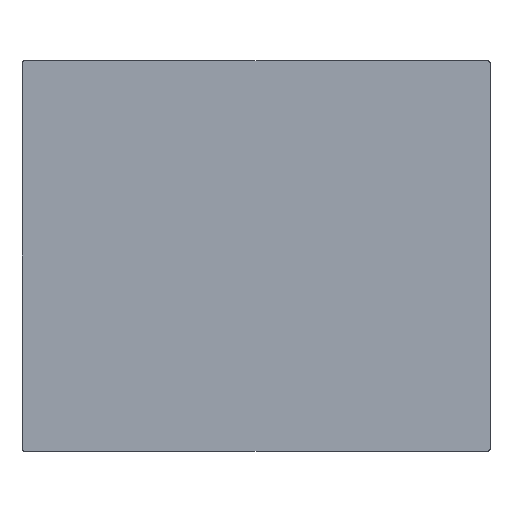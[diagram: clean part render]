
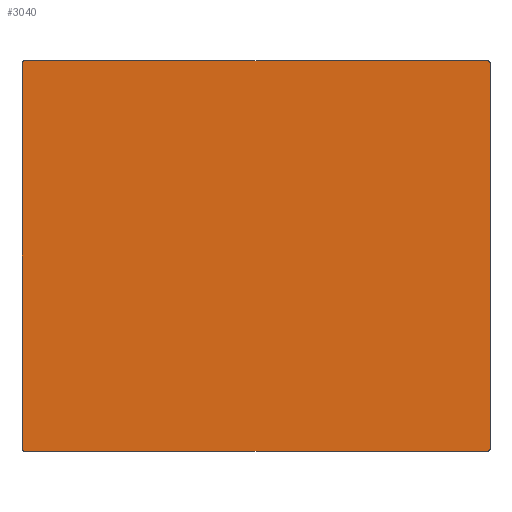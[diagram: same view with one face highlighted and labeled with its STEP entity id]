
A CAD part, front view. The second image highlights one B-rep face of the part: STEP entity #3040.
In plain terms, the highlighted planar face has unit normal (0, -1, 0).
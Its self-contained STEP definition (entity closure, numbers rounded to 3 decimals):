
#90 = DIRECTION ( 'NONE',  ( 1., 0., 0. ) ) ;
#223 = VECTOR ( 'NONE', #2268, 1000. ) ;
#489 = VERTEX_POINT ( 'NONE', #998 ) ;
#589 = VECTOR ( 'NONE', #90, 1000. ) ;
#998 = CARTESIAN_POINT ( 'NONE',  ( -1.49, -0.13, 1.25 ) ) ;
#1178 = VERTEX_POINT ( 'NONE', #1920 ) ;
#1215 = CIRCLE ( 'NONE', #8245, 0.01 ) ;
#1312 = ORIENTED_EDGE ( 'NONE', *, *, #6982, .T. ) ;
#1535 = CIRCLE ( 'NONE', #5305, 0.01 ) ;
#1679 = DIRECTION ( 'NONE',  ( 0., -1., 0. ) ) ;
#1920 = CARTESIAN_POINT ( 'NONE',  ( 1.49, -0.13, 1.25 ) ) ;
#2017 = ORIENTED_EDGE ( 'NONE', *, *, #5659, .T. ) ;
#2053 = AXIS2_PLACEMENT_3D ( 'NONE', #6330, #1679, #3199 ) ;
#2132 = ORIENTED_EDGE ( 'NONE', *, *, #5972, .T. ) ;
#2140 = LINE ( 'NONE', #4216, #3727 ) ;
#2203 = DIRECTION ( 'NONE',  ( 0., -1., 0. ) ) ;
#2258 = FACE_OUTER_BOUND ( 'NONE', #5135, .T. ) ;
#2268 = DIRECTION ( 'NONE',  ( 0., 0., -1. ) ) ;
#2672 = ORIENTED_EDGE ( 'NONE', *, *, #5907, .T. ) ;
#2765 = AXIS2_PLACEMENT_3D ( 'NONE', #5852, #9014, #5947 ) ;
#2927 = CARTESIAN_POINT ( 'NONE',  ( 1.49, -0.13, -1.24 ) ) ;
#2986 = EDGE_CURVE ( 'NONE', #9665, #9860, #2140, .T. ) ;
#3040 = ADVANCED_FACE ( 'NONE', ( #2258 ), #5154, .F. ) ;
#3084 = DIRECTION ( 'NONE',  ( 0., -1., 0. ) ) ;
#3199 = DIRECTION ( 'NONE',  ( 0., 0., 1. ) ) ;
#3211 = AXIS2_PLACEMENT_3D ( 'NONE', #7340, #4331, #3456 ) ;
#3456 = DIRECTION ( 'NONE',  ( 0., 0., 1. ) ) ;
#3506 = ORIENTED_EDGE ( 'NONE', *, *, #7680, .T. ) ;
#3570 = VECTOR ( 'NONE', #4765, 1000. ) ;
#3727 = VECTOR ( 'NONE', #5125, 1000. ) ;
#3744 = CARTESIAN_POINT ( 'NONE',  ( 1.5, -0.13, 1.24 ) ) ;
#4216 = CARTESIAN_POINT ( 'NONE',  ( 1.5, -0.13, -1.25 ) ) ;
#4223 = VERTEX_POINT ( 'NONE', #6746 ) ;
#4331 = DIRECTION ( 'NONE',  ( 0., -1., 0. ) ) ;
#4513 = CIRCLE ( 'NONE', #2053, 0.01 ) ;
#4652 = LINE ( 'NONE', #8782, #589 ) ;
#4765 = DIRECTION ( 'NONE',  ( -1., 0., 0. ) ) ;
#4929 = CARTESIAN_POINT ( 'NONE',  ( 1.5, -0.13, -1.24 ) ) ;
#5116 = EDGE_CURVE ( 'NONE', #9860, #1178, #1215, .T. ) ;
#5125 = DIRECTION ( 'NONE',  ( 0., 0., 1. ) ) ;
#5135 = EDGE_LOOP ( 'NONE', ( #7198, #9517, #6934, #2132, #2672, #3506, #2017, #1312 ) ) ;
#5143 = LINE ( 'NONE', #9356, #223 ) ;
#5154 = PLANE ( 'NONE',  #2765 ) ;
#5305 = AXIS2_PLACEMENT_3D ( 'NONE', #2927, #2203, #6095 ) ;
#5659 = EDGE_CURVE ( 'NONE', #7616, #4223, #4652, .T. ) ;
#5852 = CARTESIAN_POINT ( 'NONE',  ( 0., -0.13, 0. ) ) ;
#5907 = EDGE_CURVE ( 'NONE', #8525, #6511, #5143, .T. ) ;
#5947 = DIRECTION ( 'NONE',  ( 0., 0., 1. ) ) ;
#5972 = EDGE_CURVE ( 'NONE', #489, #8525, #4513, .T. ) ;
#6095 = DIRECTION ( 'NONE',  ( 0., 0., 1. ) ) ;
#6330 = CARTESIAN_POINT ( 'NONE',  ( -1.49, -0.13, 1.24 ) ) ;
#6511 = VERTEX_POINT ( 'NONE', #9623 ) ;
#6746 = CARTESIAN_POINT ( 'NONE',  ( 1.49, -0.13, -1.25 ) ) ;
#6934 = ORIENTED_EDGE ( 'NONE', *, *, #7528, .T. ) ;
#6982 = EDGE_CURVE ( 'NONE', #4223, #9665, #1535, .T. ) ;
#7153 = LINE ( 'NONE', #9421, #3570 ) ;
#7198 = ORIENTED_EDGE ( 'NONE', *, *, #2986, .T. ) ;
#7340 = CARTESIAN_POINT ( 'NONE',  ( -1.49, -0.13, -1.24 ) ) ;
#7528 = EDGE_CURVE ( 'NONE', #1178, #489, #7153, .T. ) ;
#7616 = VERTEX_POINT ( 'NONE', #7779 ) ;
#7680 = EDGE_CURVE ( 'NONE', #6511, #7616, #7871, .T. ) ;
#7779 = CARTESIAN_POINT ( 'NONE',  ( -1.49, -0.13, -1.25 ) ) ;
#7871 = CIRCLE ( 'NONE', #3211, 0.01 ) ;
#8245 = AXIS2_PLACEMENT_3D ( 'NONE', #10185, #3084, #8653 ) ;
#8428 = CARTESIAN_POINT ( 'NONE',  ( -1.5, -0.13, 1.24 ) ) ;
#8525 = VERTEX_POINT ( 'NONE', #8428 ) ;
#8653 = DIRECTION ( 'NONE',  ( 0., 0., 1. ) ) ;
#8782 = CARTESIAN_POINT ( 'NONE',  ( -1.5, -0.13, -1.25 ) ) ;
#9014 = DIRECTION ( 'NONE',  ( 0., 1., 0. ) ) ;
#9356 = CARTESIAN_POINT ( 'NONE',  ( -1.5, -0.13, -1.25 ) ) ;
#9421 = CARTESIAN_POINT ( 'NONE',  ( -1.5, -0.13, 1.25 ) ) ;
#9517 = ORIENTED_EDGE ( 'NONE', *, *, #5116, .T. ) ;
#9623 = CARTESIAN_POINT ( 'NONE',  ( -1.5, -0.13, -1.24 ) ) ;
#9665 = VERTEX_POINT ( 'NONE', #4929 ) ;
#9860 = VERTEX_POINT ( 'NONE', #3744 ) ;
#10185 = CARTESIAN_POINT ( 'NONE',  ( 1.49, -0.13, 1.24 ) ) ;
